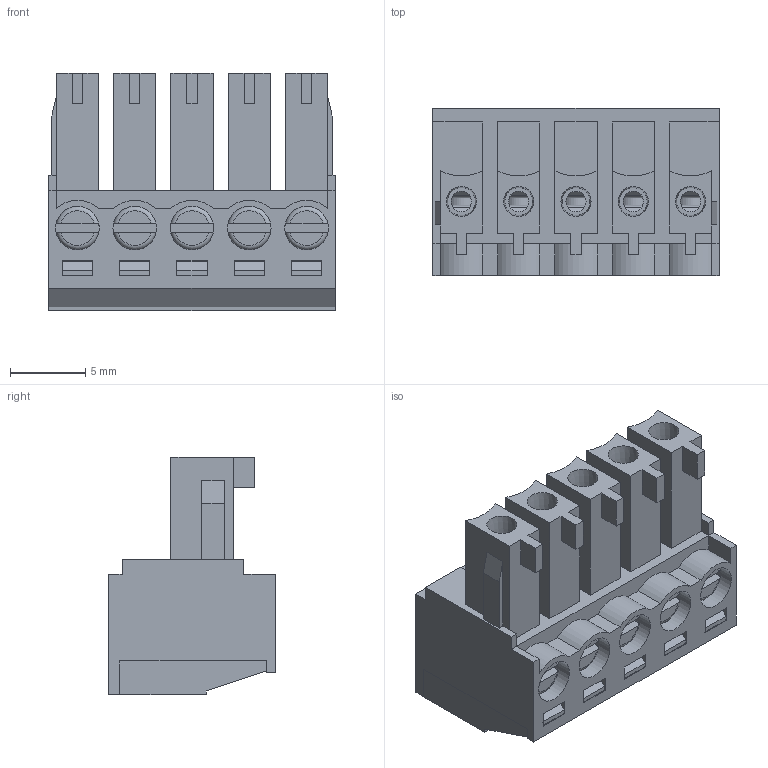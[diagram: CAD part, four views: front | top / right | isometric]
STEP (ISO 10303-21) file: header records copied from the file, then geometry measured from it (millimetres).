
FILE_DESCRIPTION( ( 'Unknown' ), '1' );
FILE_NAME( '691361300005.stp', 'Unknown', ( 'Unknown' ), ( 'Unknown' ), 'PSStep 14.0', 'Unknown', ' ' );
FILE_SCHEMA( ( 'AUTOMOTIVE_DESIGN { 1 0 10303 214 1 1 1 1 }' ) );
Length unit declared in the file: millimetre
Products named in the file (6): Assem1; 6913613000xx_PIN; 6913613000xx_VISSE; 6913613000xx_CAGE; 691361300005; 691361300005_CAPOT
Assembly tree (17 placements, depth 2):
  Assem1
    6913613000xx_PIN  x5
    6913613000xx_VISSE  x5
    6913613000xx_CAGE  x5
    691361300005
    691361300005_CAPOT
Bounding box: 19.05 x 11.1 x 15.8 mm (x, y, z)
Volume: 1400.6 mm3; surface area: 4601.8 mm2
Topology: 17 solids, 17 shells, 769 faces, 2035 edges, 1328 vertices
Faces by surface type: plane 604, cylinder 140, torus 15, cone 10
Full cylindrical faces by diameter (mm): 1.35 x5, 1.9 x10, 2 x5, 2.9 x10
Entity records: 17952 total; most frequent: CARTESIAN_POINT 2521, ORIENTED_EDGE 2400, DIRECTION 2262, EDGE_CURVE 1200, LINE 1080, VECTOR 1080, VERTEX_POINT 802, AXIS2_PLACEMENT_3D 591
